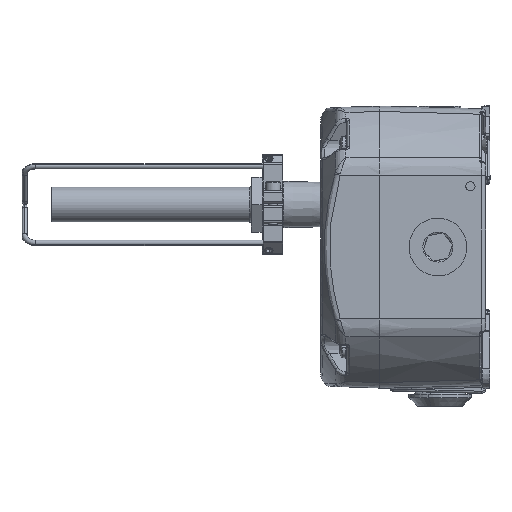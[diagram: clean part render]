
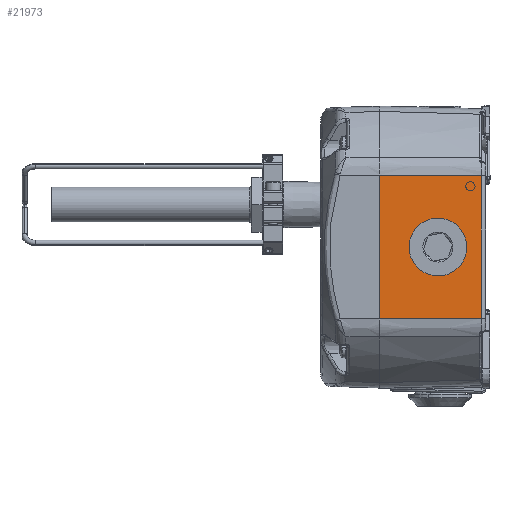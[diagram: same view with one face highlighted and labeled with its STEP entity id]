
A CAD part, left-side view. The second image highlights one B-rep face of the part: STEP entity #21973.
In plain terms, the highlighted planar face has unit normal (-1, -0.026, 0).
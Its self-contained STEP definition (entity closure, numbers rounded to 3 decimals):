
#442 = ORIENTED_EDGE ( 'NONE', *, *, #10002, .T. ) ;
#886 =( BOUNDED_CURVE ( )  B_SPLINE_CURVE ( 3, ( #2110, #21916, #31919, #12086 ),
 .UNSPECIFIED., .F., .T. ) 
 B_SPLINE_CURVE_WITH_KNOTS ( ( 4, 4 ),
 ( 0., 3.142 ),
 .UNSPECIFIED. ) 
 CURVE ( )  GEOMETRIC_REPRESENTATION_ITEM ( )  RATIONAL_B_SPLINE_CURVE ( ( 1., 0.333, 0.333, 1. ) ) 
 REPRESENTATION_ITEM ( '' )  );
#955 = VERTEX_POINT ( 'NONE', #3146 ) ;
#2037 = FACE_OUTER_BOUND ( 'NONE', #12536, .T. ) ;
#2110 = CARTESIAN_POINT ( 'NONE',  ( -48.055, 31.203, 35.22 ) ) ;
#2293 = CARTESIAN_POINT ( 'NONE',  ( -48.661, 54.333, 35.22 ) ) ;
#3100 =( BOUNDED_CURVE ( )  B_SPLINE_CURVE ( 3, ( #23990, #26280, #26765, #24151 ),
 .UNSPECIFIED., .F., .F. ) 
 B_SPLINE_CURVE_WITH_KNOTS ( ( 4, 4 ),
 ( 3.142, 6.283 ),
 .UNSPECIFIED. ) 
 CURVE ( )  GEOMETRIC_REPRESENTATION_ITEM ( )  RATIONAL_B_SPLINE_CURVE ( ( 1., 0.333, 0.333, 1. ) ) 
 REPRESENTATION_ITEM ( '' )  );
#3146 = CARTESIAN_POINT ( 'NONE',  ( -48.055, 31.203, 35.22 ) ) ;
#4207 = VERTEX_POINT ( 'NONE', #13133 ) ;
#4646 = DIRECTION ( 'NONE',  ( -1., -0.026, 0. ) ) ;
#5087 = ORIENTED_EDGE ( 'NONE', *, *, #25932, .F. ) ;
#6184 = B_SPLINE_CURVE_WITH_KNOTS ( 'NONE', 3,
 ( #20937, #30935, #11102, #16176 ),
 .UNSPECIFIED., .F., .F.,
 ( 4, 4 ),
 ( 0.002, 0.049 ),
 .UNSPECIFIED. ) ;
#8113 = DIRECTION ( 'NONE',  ( 0., 0., 1. ) ) ;
#9017 = DIRECTION ( 'NONE',  ( 0., 0., 1. ) ) ;
#9279 = VERTEX_POINT ( 'NONE', #12058 ) ;
#9414 = DIRECTION ( 'NONE',  ( -0.026, 1., 0. ) ) ;
#10002 = EDGE_CURVE ( 'Defeatured_0_298+Defeatured_0_297+Defeatured_0_540+Defeatured_0_248', #4207, #30905, #18015, .T. ) ;
#10727 = VECTOR ( 'NONE', #9017, 1000. ) ;
#11102 = CARTESIAN_POINT ( 'NONE',  ( -48.655, 54.084, 68.263 ) ) ;
#11691 = EDGE_CURVE ( 'Defeatured_0_298+Defeatured_0_296+Defeatured_0_248+Defeatured_0_540', #9279, #19031, #6184, .T. ) ;
#12058 = CARTESIAN_POINT ( 'NONE',  ( -47.833, 22.716, 68.014 ) ) ;
#12086 = CARTESIAN_POINT ( 'NONE',  ( -48.661, 54.333, 35.22 ) ) ;
#12536 = EDGE_LOOP ( 'NONE', ( #442, #20675, #30153, #23180 ) ) ;
#13133 = CARTESIAN_POINT ( 'NONE',  ( -49.065, 69.768, 2.052 ) ) ;
#16176 = CARTESIAN_POINT ( 'NONE',  ( -49.065, 69.768, 68.387 ) ) ;
#16903 = CARTESIAN_POINT ( 'NONE',  ( -48.655, 54.084, 2.176 ) ) ;
#18015 = B_SPLINE_CURVE_WITH_KNOTS ( 'NONE', 3,
 ( #20011, #16903, #22138, #19521 ),
 .UNSPECIFIED., .F., .F.,
 ( 4, 4 ),
 ( 0., 0.047 ),
 .UNSPECIFIED. ) ;
#18508 = EDGE_CURVE ( 'Defeatured_0_298+Defeatured_0_248+Defeatured_0_297+Defeatured_0_296', #30905, #9279, #31618, .T. ) ;
#19031 = VERTEX_POINT ( 'NONE', #26902 ) ;
#19521 = CARTESIAN_POINT ( 'NONE',  ( -47.833, 22.716, 2.425 ) ) ;
#19722 = CARTESIAN_POINT ( 'NONE',  ( -49.065, 69.768, -2.197 ) ) ;
#19813 = EDGE_LOOP ( 'NONE', ( #5087, #24568 ) ) ;
#20011 = CARTESIAN_POINT ( 'NONE',  ( -49.065, 69.768, 2.052 ) ) ;
#20675 = ORIENTED_EDGE ( 'NONE', *, *, #18508, .T. ) ;
#20937 = CARTESIAN_POINT ( 'NONE',  ( -47.833, 22.716, 68.014 ) ) ;
#21783 = CARTESIAN_POINT ( 'NONE',  ( -47.833, 22.716, 67.998 ) ) ;
#21916 = CARTESIAN_POINT ( 'NONE',  ( -48.055, 31.203, 58.35 ) ) ;
#21973 = ADVANCED_FACE ( 'Defeatured_0_298', ( #24476, #2037 ), #26925, .T. ) ;
#22138 = CARTESIAN_POINT ( 'NONE',  ( -48.244, 38.4, 2.3 ) ) ;
#23180 = ORIENTED_EDGE ( 'NONE', *, *, #30683, .F. ) ;
#23764 = LINE ( 'NONE', #27902, #31523 ) ;
#23801 = EDGE_CURVE ( 'Defeatured_0_633+Defeatured_0_298+Defeatured_0_298+Defeatured_0_298', #30720, #955, #3100, .T. ) ;
#23990 = CARTESIAN_POINT ( 'NONE',  ( -48.661, 54.333, 35.22 ) ) ;
#24151 = CARTESIAN_POINT ( 'NONE',  ( -48.055, 31.203, 35.22 ) ) ;
#24476 = FACE_BOUND ( 'NONE', #19813, .T. ) ;
#24568 = ORIENTED_EDGE ( 'NONE', *, *, #23801, .F. ) ;
#25932 = EDGE_CURVE ( 'Defeatured_0_633+Defeatured_0_298+Defeatured_0_298+Defeatured_0_298', #955, #30720, #886, .T. ) ;
#26280 = CARTESIAN_POINT ( 'NONE',  ( -48.661, 54.333, 12.09 ) ) ;
#26765 = CARTESIAN_POINT ( 'NONE',  ( -48.055, 31.203, 12.09 ) ) ;
#26902 = CARTESIAN_POINT ( 'NONE',  ( -49.065, 69.768, 68.387 ) ) ;
#26925 = PLANE ( 'NONE',  #28275 ) ;
#27902 = CARTESIAN_POINT ( 'NONE',  ( -49.065, 69.768, -2.197 ) ) ;
#28142 = CARTESIAN_POINT ( 'NONE',  ( -47.833, 22.716, 2.425 ) ) ;
#28275 = AXIS2_PLACEMENT_3D ( 'NONE', #19722, #4646, #9414 ) ;
#30153 = ORIENTED_EDGE ( 'NONE', *, *, #11691, .T. ) ;
#30683 = EDGE_CURVE ( 'Defeatured_0_540+Defeatured_0_298+Defeatured_0_297+Defeatured_0_296', #4207, #19031, #23764, .T. ) ;
#30720 = VERTEX_POINT ( 'NONE', #2293 ) ;
#30905 = VERTEX_POINT ( 'NONE', #28142 ) ;
#30935 = CARTESIAN_POINT ( 'NONE',  ( -48.244, 38.4, 68.139 ) ) ;
#31523 = VECTOR ( 'NONE', #8113, 1000. ) ;
#31618 = LINE ( 'NONE', #21783, #10727 ) ;
#31919 = CARTESIAN_POINT ( 'NONE',  ( -48.661, 54.333, 58.35 ) ) ;
